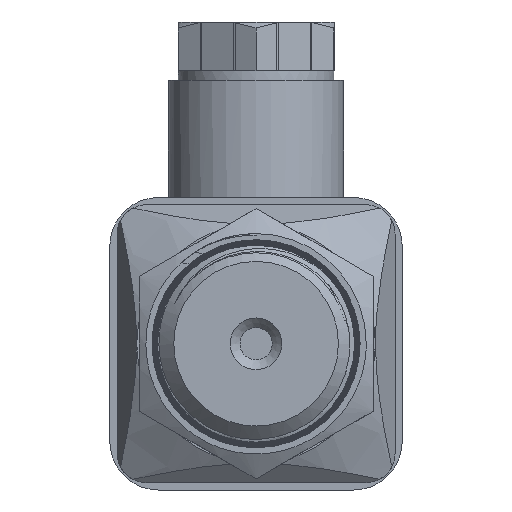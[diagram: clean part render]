
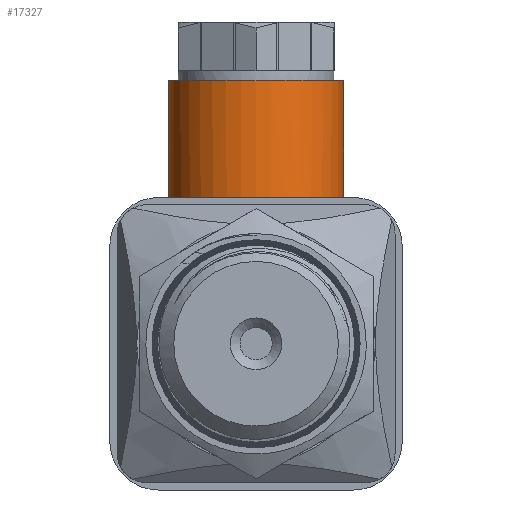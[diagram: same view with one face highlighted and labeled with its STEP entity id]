
A CAD part, left-side view. The second image highlights one B-rep face of the part: STEP entity #17327.
In plain terms, the highlighted cylindrical face has radius 9 mm (diameter 18 mm), a full revolution.
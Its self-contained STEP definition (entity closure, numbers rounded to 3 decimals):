
#1156=CYLINDRICAL_SURFACE('',#18517,9.);
#2108=FACE_OUTER_BOUND('',#3176,.T.);
#3176=EDGE_LOOP('',(#16235,#16236,#16237,#16238,#16239,#16240,#16241));
#3532=CIRCLE('',#18436,9.);
#3533=CIRCLE('',#18437,9.);
#3558=CIRCLE('',#18518,9.);
#4084=B_SPLINE_CURVE_WITH_KNOTS('',3,(#60976,#60977,#60978,#60979,#60980,
#60981,#60982,#60983,#60984,#60985),.UNSPECIFIED.,.F.,.F.,(4,2,1,1,1,1,
4),(-0.002,0.,0.204,0.408,0.611,
0.815,1.019),.UNSPECIFIED.);
#4085=B_SPLINE_CURVE_WITH_KNOTS('',3,(#61054,#61055,#61056,#61057,#61058,
#61059,#61060,#61061,#61062,#61063,#61064,#61065),.UNSPECIFIED.,.F.,.F.,
(4,1,1,1,1,1,1,2,4),(0.,0.204,0.306,
0.408,0.509,0.611,0.815,
1.019,1.02),.UNSPECIFIED.);
#5627=LINE('',#61393,#7187);
#7187=VECTOR('',#22243,9.);
#8460=VERTEX_POINT('',#58519);
#8721=VERTEX_POINT('',#60974);
#8722=VERTEX_POINT('',#60987);
#8724=VERTEX_POINT('',#60991);
#8815=VERTEX_POINT('',#61391);
#11148=EDGE_CURVE('',#8460,#8721,#4084,.T.);
#11151=EDGE_CURVE('',#8721,#8724,#3532,.T.);
#11152=EDGE_CURVE('',#8724,#8722,#3533,.T.);
#11153=EDGE_CURVE('',#8722,#8460,#4085,.T.);
#11298=EDGE_CURVE('',#8815,#8815,#3558,.T.);
#11299=EDGE_CURVE('',#8815,#8724,#5627,.T.);
#16235=ORIENTED_EDGE('',*,*,#11298,.F.);
#16236=ORIENTED_EDGE('',*,*,#11299,.T.);
#16237=ORIENTED_EDGE('',*,*,#11151,.F.);
#16238=ORIENTED_EDGE('',*,*,#11148,.F.);
#16239=ORIENTED_EDGE('',*,*,#11153,.F.);
#16240=ORIENTED_EDGE('',*,*,#11152,.F.);
#16241=ORIENTED_EDGE('',*,*,#11299,.F.);
#17327=ADVANCED_FACE('',(#2108),#1156,.T.);
#18436=AXIS2_PLACEMENT_3D('',#60992,#21970,#21971);
#18437=AXIS2_PLACEMENT_3D('',#60993,#21972,#21973);
#18517=AXIS2_PLACEMENT_3D('',#61390,#22239,#22240);
#18518=AXIS2_PLACEMENT_3D('',#61392,#22241,#22242);
#21970=DIRECTION('center_axis',(0.,0.,-1.));
#21971=DIRECTION('ref_axis',(1.,0.,0.));
#21972=DIRECTION('center_axis',(0.,0.,-1.));
#21973=DIRECTION('ref_axis',(1.,0.,0.));
#22239=DIRECTION('center_axis',(0.,0.,1.));
#22240=DIRECTION('ref_axis',(-1.,0.,0.));
#22241=DIRECTION('center_axis',(0.,0.,1.));
#22242=DIRECTION('ref_axis',(-1.,0.,0.));
#22243=DIRECTION('',(0.,0.,-1.));
#58519=CARTESIAN_POINT('',(-28.,0.,10.5));
#60974=CARTESIAN_POINT('',(-24.4,7.2,14.5));
#60976=CARTESIAN_POINT('Ctrl Pts',(-28.,0.,10.5));
#60977=CARTESIAN_POINT('Ctrl Pts',(-28.,0.004,10.503));
#60978=CARTESIAN_POINT('Ctrl Pts',(-28.,0.008,
10.505));
#60979=CARTESIAN_POINT('Ctrl Pts',(-27.999,0.528,
10.871));
#60980=CARTESIAN_POINT('Ctrl Pts',(-27.909,1.565,11.599));
#60981=CARTESIAN_POINT('Ctrl Pts',(-27.501,3.098,12.639));
#60982=CARTESIAN_POINT('Ctrl Pts',(-26.801,4.592,13.566));
#60983=CARTESIAN_POINT('Ctrl Pts',(-25.787,6.,14.28));
#60984=CARTESIAN_POINT('Ctrl Pts',(-24.889,6.833,14.5));
#60985=CARTESIAN_POINT('Ctrl Pts',(-24.4,7.2,14.5));
#60987=CARTESIAN_POINT('',(-24.4,-7.2,14.5));
#60991=CARTESIAN_POINT('',(-10.,0.,14.5));
#60992=CARTESIAN_POINT('Origin',(-19.,0.,14.5));
#60993=CARTESIAN_POINT('Origin',(-19.,0.,14.5));
#61054=CARTESIAN_POINT('Ctrl Pts',(-24.4,-7.2,14.5));
#61055=CARTESIAN_POINT('Ctrl Pts',(-24.889,-6.833,
14.5));
#61056=CARTESIAN_POINT('Ctrl Pts',(-25.563,-6.207,
14.335));
#61057=CARTESIAN_POINT('Ctrl Pts',(-26.294,-5.296,
13.923));
#61058=CARTESIAN_POINT('Ctrl Pts',(-26.763,-4.579,
13.539));
#61059=CARTESIAN_POINT('Ctrl Pts',(-27.15,-3.846,
13.104));
#61060=CARTESIAN_POINT('Ctrl Pts',(-27.569,-2.842,
12.466));
#61061=CARTESIAN_POINT('Ctrl Pts',(-27.909,-1.565,
11.6));
#61062=CARTESIAN_POINT('Ctrl Pts',(-27.999,-0.528,
10.871));
#61063=CARTESIAN_POINT('Ctrl Pts',(-28.,-0.008,
10.505));
#61064=CARTESIAN_POINT('Ctrl Pts',(-28.,-0.004,10.503));
#61065=CARTESIAN_POINT('Ctrl Pts',(-28.,0.,10.5));
#61390=CARTESIAN_POINT('Origin',(-19.,0.,13.5));
#61391=CARTESIAN_POINT('',(-10.,0.,27.));
#61392=CARTESIAN_POINT('Origin',(-19.,0.,27.));
#61393=CARTESIAN_POINT('',(-10.,0.,13.5));
